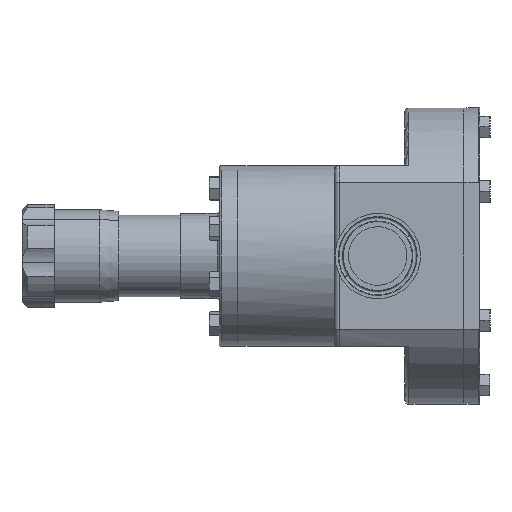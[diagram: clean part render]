
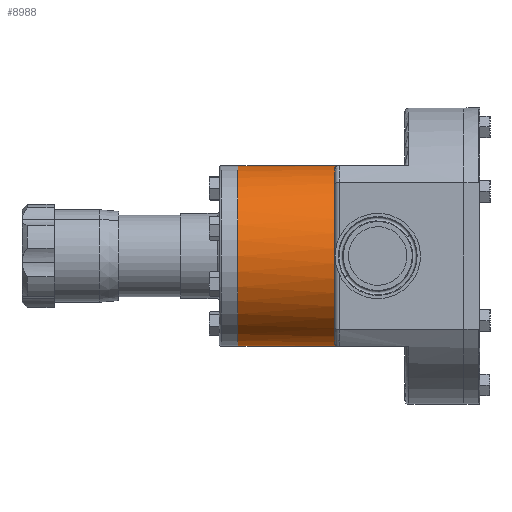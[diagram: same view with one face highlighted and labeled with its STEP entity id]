
A CAD part, left-side view. The second image highlights one B-rep face of the part: STEP entity #8988.
In plain terms, the highlighted cylindrical face has radius 53.34 mm (diameter 106.68 mm), a partial arc.
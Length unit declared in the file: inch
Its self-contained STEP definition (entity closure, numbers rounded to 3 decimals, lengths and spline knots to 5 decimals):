
#17 = EDGE_CURVE ( 'NONE', #2490, #5015, #5585, .T. ) ;
#113 = CARTESIAN_POINT ( 'NONE',  ( 0., -0.17507, 2.1 ) ) ;
#208 = ORIENTED_EDGE ( 'NONE', *, *, #5755, .F. ) ;
#307 = ORIENTED_EDGE ( 'NONE', *, *, #2345, .T. ) ;
#631 = CARTESIAN_POINT ( 'NONE',  ( 0., 3., -2.1 ) ) ;
#659 = VERTEX_POINT ( 'NONE', #6551 ) ;
#686 = FACE_OUTER_BOUND ( 'NONE', #7422, .T. ) ;
#829 = VERTEX_POINT ( 'NONE', #4987 ) ;
#915 = EDGE_CURVE ( 'NONE', #659, #6986, #2149, .T. ) ;
#1065 = VERTEX_POINT ( 'NONE', #1846 ) ;
#1197 = DIRECTION ( 'NONE',  ( 0., -1., 0. ) ) ;
#1455 = VECTOR ( 'NONE', #5449, 39.37008 ) ;
#1846 = CARTESIAN_POINT ( 'NONE',  ( -0.62448, 3., 2.005 ) ) ;
#2149 = CIRCLE ( 'NONE', #7462, 2.1 ) ;
#2160 = CARTESIAN_POINT ( 'NONE',  ( 0., -0.17507, 0. ) ) ;
#2345 = EDGE_CURVE ( 'NONE', #6986, #5015, #8182, .T. ) ;
#2490 = VERTEX_POINT ( 'NONE', #4193 ) ;
#2919 = DIRECTION ( 'NONE',  ( 0., 0., -1. ) ) ;
#2970 = LINE ( 'NONE', #113, #1455 ) ;
#3108 = CARTESIAN_POINT ( 'NONE',  ( 0., 3., 0. ) ) ;
#3365 = CYLINDRICAL_SURFACE ( 'NONE', #9216, 2.1 ) ;
#3967 = CARTESIAN_POINT ( 'NONE',  ( 0., -0.17507, -2.1 ) ) ;
#4193 = CARTESIAN_POINT ( 'NONE',  ( -0.62448, 3., -2.005 ) ) ;
#4583 = CIRCLE ( 'NONE', #5562, 2.1 ) ;
#4650 = DIRECTION ( 'NONE',  ( 0., 0., -1. ) ) ;
#4734 = ORIENTED_EDGE ( 'NONE', *, *, #915, .T. ) ;
#4987 = CARTESIAN_POINT ( 'NONE',  ( 0., 3., 2.1 ) ) ;
#5015 = VERTEX_POINT ( 'NONE', #631 ) ;
#5112 = DIRECTION ( 'NONE',  ( 0., 0., -1. ) ) ;
#5181 = DIRECTION ( 'NONE',  ( 0., 0., -1. ) ) ;
#5412 = DIRECTION ( 'NONE',  ( 0., -1., 0. ) ) ;
#5427 = ORIENTED_EDGE ( 'NONE', *, *, #17, .F. ) ;
#5449 = DIRECTION ( 'NONE',  ( 0., -1., 0. ) ) ;
#5470 = DIRECTION ( 'NONE',  ( 0., -1., 0. ) ) ;
#5562 = AXIS2_PLACEMENT_3D ( 'NONE', #3108, #5412, #4650 ) ;
#5585 = CIRCLE ( 'NONE', #5666, 2.1 ) ;
#5666 = AXIS2_PLACEMENT_3D ( 'NONE', #8615, #1197, #7161 ) ;
#5755 = EDGE_CURVE ( 'NONE', #659, #829, #2970, .T. ) ;
#5861 = VECTOR ( 'NONE', #5470, 39.37008 ) ;
#6002 = DIRECTION ( 'NONE',  ( 0., -1., 0. ) ) ;
#6551 = CARTESIAN_POINT ( 'NONE',  ( 0., 5.25, 2.1 ) ) ;
#6986 = VERTEX_POINT ( 'NONE', #9395 ) ;
#7137 = ORIENTED_EDGE ( 'NONE', *, *, #8374, .F. ) ;
#7161 = DIRECTION ( 'NONE',  ( 0., 0., -1. ) ) ;
#7288 = CARTESIAN_POINT ( 'NONE',  ( 0., 5.25, 0. ) ) ;
#7294 = CARTESIAN_POINT ( 'NONE',  ( 0., 3., 0. ) ) ;
#7422 = EDGE_LOOP ( 'NONE', ( #208, #4734, #307, #5427, #8785, #7137 ) ) ;
#7462 = AXIS2_PLACEMENT_3D ( 'NONE', #7288, #9490, #5112 ) ;
#8182 = LINE ( 'NONE', #3967, #5861 ) ;
#8374 = EDGE_CURVE ( 'NONE', #829, #1065, #4583, .T. ) ;
#8398 = AXIS2_PLACEMENT_3D ( 'NONE', #7294, #9621, #5181 ) ;
#8615 = CARTESIAN_POINT ( 'NONE',  ( 0., 3., 0. ) ) ;
#8785 = ORIENTED_EDGE ( 'NONE', *, *, #9313, .F. ) ;
#8988 = ADVANCED_FACE ( 'NONE', ( #686 ), #3365, .T. ) ;
#9216 = AXIS2_PLACEMENT_3D ( 'NONE', #2160, #6002, #2919 ) ;
#9313 = EDGE_CURVE ( 'NONE', #1065, #2490, #9657, .T. ) ;
#9395 = CARTESIAN_POINT ( 'NONE',  ( 0., 5.25, -2.1 ) ) ;
#9490 = DIRECTION ( 'NONE',  ( 0., -1., 0. ) ) ;
#9621 = DIRECTION ( 'NONE',  ( 0., -1., 0. ) ) ;
#9657 = CIRCLE ( 'NONE', #8398, 2.1 ) ;
